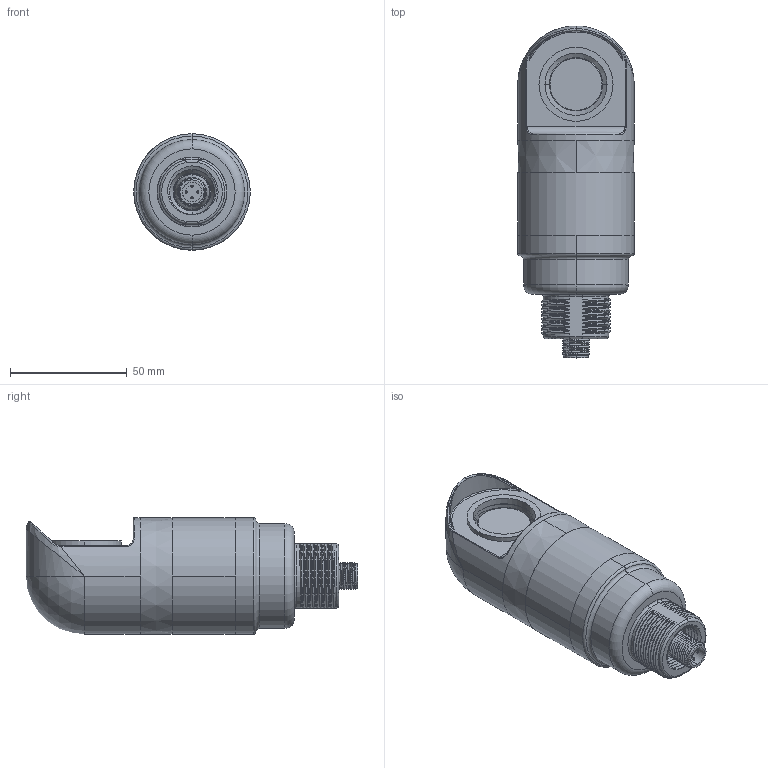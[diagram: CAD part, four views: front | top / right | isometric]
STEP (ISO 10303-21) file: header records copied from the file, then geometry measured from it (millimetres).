
FILE_DESCRIPTION((''),'2;1');
FILE_NAME('154237_SW','2012-06-19T',('banengservice'),('BANNER ENGINEERING'),'PRO/ENGINEER BY PARAMETRIC TECHNOLOGY CORPORATION, 2009141','PRO/ENGINEER BY PARAMETRIC TECHNOLOGY CORPORATION, 2009141','');
FILE_SCHEMA(('CONFIG_CONTROL_DESIGN'));
Products named in the file (1): 154237_SW
Bounding box: 50 x 142.4 x 50 mm (x, y, z)
Volume: 52218.7 mm3; surface area: 60714.2 mm2
Topology: 3 solids, 4 shells, 903 faces, 2420 edges, 1560 vertices
Faces by surface type: plane 301, cylinder 257, bspline 233, cone 62, torus 46, sphere 4
Entity records: 64856 total; most frequent: CARTESIAN_POINT 44107, ORIENTED_EDGE 4836, DIRECTION 3546, EDGE_CURVE 2418, VERTEX_POINT 1560, AXIS2_PLACEMENT_3D 1305, EDGE_LOOP 962, VECTOR 936
